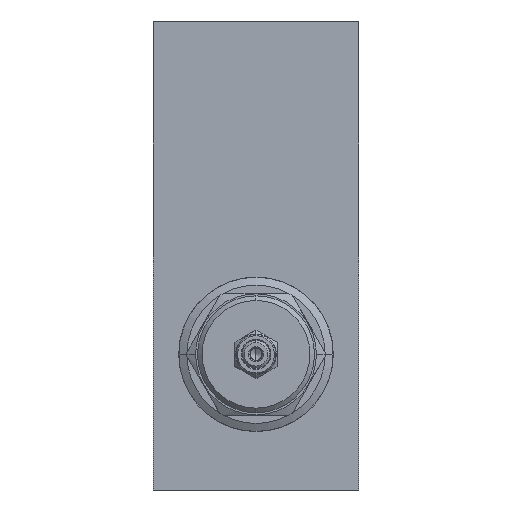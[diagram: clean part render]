
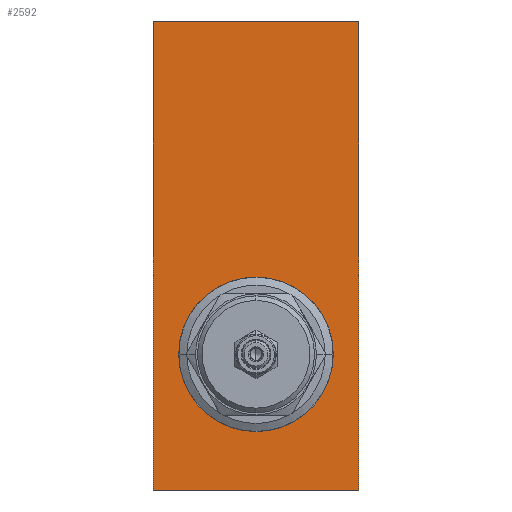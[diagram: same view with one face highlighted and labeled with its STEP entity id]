
A CAD part, left-side view. The second image highlights one B-rep face of the part: STEP entity #2592.
In plain terms, the highlighted planar face has unit normal (-1, 0, 0).
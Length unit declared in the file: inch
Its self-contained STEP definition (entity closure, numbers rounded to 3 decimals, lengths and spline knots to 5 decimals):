
#1=DIRECTION('',(0.,-1.,0.));
#2=VECTOR('',#1,2.75);
#3=CARTESIAN_POINT('',(0.,0.,0.));
#4=LINE('',#3,#2);
#47=DIRECTION('',(0.,0.,1.));
#48=VECTOR('',#47,6.25);
#49=CARTESIAN_POINT('',(0.,0.,0.));
#50=LINE('',#49,#48);
#51=CARTESIAN_POINT('',(0.,-1.375,1.812));
#52=DIRECTION('',(1.,0.,0.));
#53=DIRECTION('',(0.,0.,-1.));
#54=AXIS2_PLACEMENT_3D('',#51,#52,#53);
#56=CARTESIAN_POINT('',(0.,-1.375,1.812));
#57=DIRECTION('',(1.,0.,0.));
#58=DIRECTION('',(0.,0.,1.));
#59=AXIS2_PLACEMENT_3D('',#56,#57,#58);
#109=DIRECTION('',(0.,0.,1.));
#110=VECTOR('',#109,6.25);
#111=CARTESIAN_POINT('',(0.,-2.75,0.));
#112=LINE('',#111,#110);
#143=DIRECTION('',(0.,-1.,0.));
#144=VECTOR('',#143,2.75);
#145=CARTESIAN_POINT('',(0.,0.,6.25));
#146=LINE('',#145,#144);
#2208=CARTESIAN_POINT('',(0.,0.,0.));
#2209=CARTESIAN_POINT('',(0.,-2.75,0.));
#2210=VERTEX_POINT('',#2208);
#2211=VERTEX_POINT('',#2209);
#2216=CARTESIAN_POINT('',(0.,0.,6.25));
#2217=CARTESIAN_POINT('',(0.,-2.75,6.25));
#2218=VERTEX_POINT('',#2216);
#2219=VERTEX_POINT('',#2217);
#2348=CARTESIAN_POINT('',(0.,-1.375,0.78));
#2349=CARTESIAN_POINT('',(0.,-1.375,2.844));
#2350=VERTEX_POINT('',#2348);
#2351=VERTEX_POINT('',#2349);
#2572=CARTESIAN_POINT('',(0.,0.,0.));
#2573=DIRECTION('',(-1.,0.,0.));
#2574=DIRECTION('',(0.,-1.,0.));
#2575=AXIS2_PLACEMENT_3D('',#2572,#2573,#2574);
#2576=PLANE('',#2575);
#2577=ORIENTED_EDGE('',*,*,#2543,.F.);
#2579=ORIENTED_EDGE('',*,*,#2578,.T.);
#2581=ORIENTED_EDGE('',*,*,#2580,.T.);
#2583=ORIENTED_EDGE('',*,*,#2582,.F.);
#2584=EDGE_LOOP('',(#2577,#2579,#2581,#2583));
#2585=FACE_OUTER_BOUND('',#2584,.F.);
#2587=ORIENTED_EDGE('',*,*,#2586,.F.);
#2589=ORIENTED_EDGE('',*,*,#2588,.F.);
#2590=EDGE_LOOP('',(#2587,#2589));
#2591=FACE_BOUND('',#2590,.F.);
#2592=ADVANCED_FACE('',(#2585,#2591),#2576,.T.);
#55=CIRCLE('',#54,1.032);
#60=CIRCLE('',#59,1.032);
#2543=EDGE_CURVE('',#2210,#2211,#4,.T.);
#2578=EDGE_CURVE('',#2210,#2218,#50,.T.);
#2580=EDGE_CURVE('',#2218,#2219,#146,.T.);
#2582=EDGE_CURVE('',#2211,#2219,#112,.T.);
#2586=EDGE_CURVE('',#2350,#2351,#55,.T.);
#2588=EDGE_CURVE('',#2351,#2350,#60,.T.);
